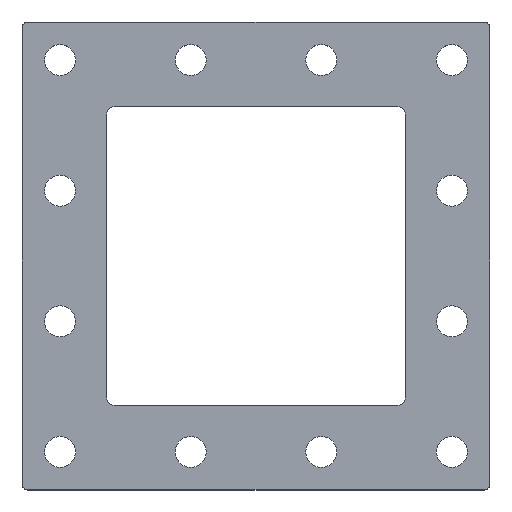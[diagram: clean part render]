
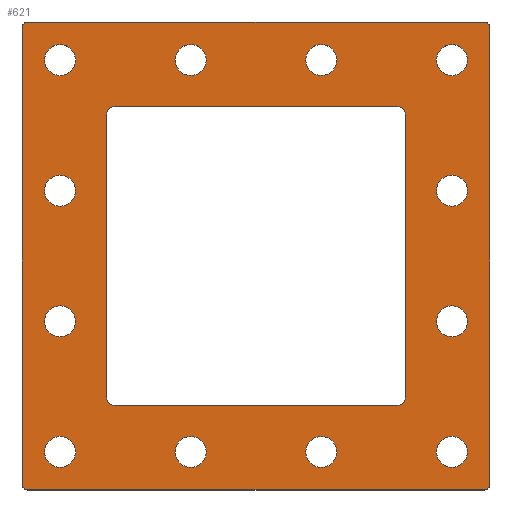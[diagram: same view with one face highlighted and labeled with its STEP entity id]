
A CAD part, top view. The second image highlights one B-rep face of the part: STEP entity #621.
In plain terms, the highlighted planar face has unit normal (0, 0, 1).
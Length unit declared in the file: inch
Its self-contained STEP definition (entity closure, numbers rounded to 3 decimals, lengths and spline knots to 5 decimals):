
#15=FACE_BOUND('',#110,.T.);
#16=FACE_BOUND('',#111,.T.);
#17=FACE_BOUND('',#112,.T.);
#18=FACE_BOUND('',#113,.T.);
#19=FACE_BOUND('',#114,.T.);
#20=FACE_BOUND('',#115,.T.);
#21=FACE_BOUND('',#116,.T.);
#22=FACE_BOUND('',#117,.T.);
#23=FACE_BOUND('',#118,.T.);
#24=FACE_BOUND('',#119,.T.);
#25=FACE_BOUND('',#120,.T.);
#26=FACE_BOUND('',#121,.T.);
#27=FACE_BOUND('',#122,.T.);
#49=PLANE('',#713);
#79=FACE_OUTER_BOUND('',#109,.T.);
#109=EDGE_LOOP('',(#517,#518,#519,#520,#521,#522,#523,#524));
#110=EDGE_LOOP('',(#525,#526,#527,#528,#529,#530,#531,#532));
#111=EDGE_LOOP('',(#533));
#112=EDGE_LOOP('',(#534));
#113=EDGE_LOOP('',(#535));
#114=EDGE_LOOP('',(#536));
#115=EDGE_LOOP('',(#537));
#116=EDGE_LOOP('',(#538));
#117=EDGE_LOOP('',(#539));
#118=EDGE_LOOP('',(#540));
#119=EDGE_LOOP('',(#541));
#120=EDGE_LOOP('',(#542));
#121=EDGE_LOOP('',(#543));
#122=EDGE_LOOP('',(#544));
#151=LINE('',#981,#195);
#155=LINE('',#993,#199);
#159=LINE('',#1005,#203);
#163=LINE('',#1017,#207);
#168=LINE('',#1035,#212);
#172=LINE('',#1047,#216);
#176=LINE('',#1059,#220);
#180=LINE('',#1069,#224);
#195=VECTOR('',#805,0.3937);
#199=VECTOR('',#817,0.3937);
#203=VECTOR('',#829,0.3937);
#207=VECTOR('',#841,0.3937);
#212=VECTOR('',#860,0.3937);
#216=VECTOR('',#872,0.3937);
#220=VECTOR('',#884,0.3937);
#224=VECTOR('',#896,0.3937);
#225=CIRCLE('',#646,0.166);
#227=CIRCLE('',#649,0.166);
#229=CIRCLE('',#652,0.166);
#231=CIRCLE('',#655,0.166);
#233=CIRCLE('',#658,0.166);
#235=CIRCLE('',#661,0.166);
#237=CIRCLE('',#664,0.166);
#239=CIRCLE('',#667,0.166);
#241=CIRCLE('',#670,0.166);
#243=CIRCLE('',#673,0.166);
#245=CIRCLE('',#676,0.166);
#247=CIRCLE('',#679,0.166);
#250=CIRCLE('',#684,0.07825);
#252=CIRCLE('',#688,0.07825);
#254=CIRCLE('',#692,0.07825);
#256=CIRCLE('',#696,0.07825);
#258=CIRCLE('',#699,0.0625);
#260=CIRCLE('',#703,0.0625);
#262=CIRCLE('',#707,0.0625);
#264=CIRCLE('',#711,0.0625);
#265=VERTEX_POINT('',#903);
#267=VERTEX_POINT('',#909);
#269=VERTEX_POINT('',#915);
#271=VERTEX_POINT('',#921);
#273=VERTEX_POINT('',#927);
#275=VERTEX_POINT('',#933);
#277=VERTEX_POINT('',#939);
#279=VERTEX_POINT('',#945);
#281=VERTEX_POINT('',#951);
#283=VERTEX_POINT('',#957);
#285=VERTEX_POINT('',#963);
#287=VERTEX_POINT('',#969);
#291=VERTEX_POINT('',#978);
#292=VERTEX_POINT('',#980);
#294=VERTEX_POINT('',#986);
#296=VERTEX_POINT('',#992);
#298=VERTEX_POINT('',#998);
#300=VERTEX_POINT('',#1004);
#302=VERTEX_POINT('',#1010);
#304=VERTEX_POINT('',#1016);
#307=VERTEX_POINT('',#1026);
#308=VERTEX_POINT('',#1028);
#310=VERTEX_POINT('',#1034);
#312=VERTEX_POINT('',#1040);
#314=VERTEX_POINT('',#1046);
#316=VERTEX_POINT('',#1052);
#318=VERTEX_POINT('',#1058);
#320=VERTEX_POINT('',#1064);
#321=EDGE_CURVE('',#265,#265,#225,.T.);
#324=EDGE_CURVE('',#267,#267,#227,.T.);
#327=EDGE_CURVE('',#269,#269,#229,.T.);
#330=EDGE_CURVE('',#271,#271,#231,.T.);
#333=EDGE_CURVE('',#273,#273,#233,.T.);
#336=EDGE_CURVE('',#275,#275,#235,.T.);
#339=EDGE_CURVE('',#277,#277,#237,.T.);
#342=EDGE_CURVE('',#279,#279,#239,.T.);
#345=EDGE_CURVE('',#281,#281,#241,.T.);
#348=EDGE_CURVE('',#283,#283,#243,.T.);
#351=EDGE_CURVE('',#285,#285,#245,.T.);
#354=EDGE_CURVE('',#287,#287,#247,.T.);
#359=EDGE_CURVE('',#292,#291,#151,.T.);
#362=EDGE_CURVE('',#294,#292,#250,.T.);
#365=EDGE_CURVE('',#296,#294,#155,.T.);
#368=EDGE_CURVE('',#298,#296,#252,.T.);
#371=EDGE_CURVE('',#300,#298,#159,.T.);
#374=EDGE_CURVE('',#302,#300,#254,.T.);
#377=EDGE_CURVE('',#304,#302,#163,.T.);
#380=EDGE_CURVE('',#291,#304,#256,.T.);
#383=EDGE_CURVE('',#308,#307,#258,.T.);
#386=EDGE_CURVE('',#310,#308,#168,.T.);
#389=EDGE_CURVE('',#312,#310,#260,.T.);
#392=EDGE_CURVE('',#314,#312,#172,.T.);
#395=EDGE_CURVE('',#316,#314,#262,.T.);
#398=EDGE_CURVE('',#318,#316,#176,.T.);
#401=EDGE_CURVE('',#320,#318,#264,.T.);
#404=EDGE_CURVE('',#307,#320,#180,.T.);
#517=ORIENTED_EDGE('',*,*,#404,.T.);
#518=ORIENTED_EDGE('',*,*,#401,.T.);
#519=ORIENTED_EDGE('',*,*,#398,.T.);
#520=ORIENTED_EDGE('',*,*,#395,.T.);
#521=ORIENTED_EDGE('',*,*,#392,.T.);
#522=ORIENTED_EDGE('',*,*,#389,.T.);
#523=ORIENTED_EDGE('',*,*,#386,.T.);
#524=ORIENTED_EDGE('',*,*,#383,.T.);
#525=ORIENTED_EDGE('',*,*,#380,.T.);
#526=ORIENTED_EDGE('',*,*,#377,.T.);
#527=ORIENTED_EDGE('',*,*,#374,.T.);
#528=ORIENTED_EDGE('',*,*,#371,.T.);
#529=ORIENTED_EDGE('',*,*,#368,.T.);
#530=ORIENTED_EDGE('',*,*,#365,.T.);
#531=ORIENTED_EDGE('',*,*,#362,.T.);
#532=ORIENTED_EDGE('',*,*,#359,.T.);
#533=ORIENTED_EDGE('',*,*,#354,.T.);
#534=ORIENTED_EDGE('',*,*,#351,.T.);
#535=ORIENTED_EDGE('',*,*,#348,.T.);
#536=ORIENTED_EDGE('',*,*,#345,.T.);
#537=ORIENTED_EDGE('',*,*,#342,.T.);
#538=ORIENTED_EDGE('',*,*,#339,.T.);
#539=ORIENTED_EDGE('',*,*,#336,.T.);
#540=ORIENTED_EDGE('',*,*,#333,.T.);
#541=ORIENTED_EDGE('',*,*,#330,.T.);
#542=ORIENTED_EDGE('',*,*,#327,.T.);
#543=ORIENTED_EDGE('',*,*,#324,.T.);
#544=ORIENTED_EDGE('',*,*,#321,.T.);
#621=ADVANCED_FACE('',(#79,#15,#16,#17,#18,#19,#20,#21,#22,#23,#24,#25,
#26,#27),#49,.T.);
#646=AXIS2_PLACEMENT_3D('',#904,#719,#720);
#649=AXIS2_PLACEMENT_3D('',#910,#726,#727);
#652=AXIS2_PLACEMENT_3D('',#916,#733,#734);
#655=AXIS2_PLACEMENT_3D('',#922,#740,#741);
#658=AXIS2_PLACEMENT_3D('',#928,#747,#748);
#661=AXIS2_PLACEMENT_3D('',#934,#754,#755);
#664=AXIS2_PLACEMENT_3D('',#940,#761,#762);
#667=AXIS2_PLACEMENT_3D('',#946,#768,#769);
#670=AXIS2_PLACEMENT_3D('',#952,#775,#776);
#673=AXIS2_PLACEMENT_3D('',#958,#782,#783);
#676=AXIS2_PLACEMENT_3D('',#964,#789,#790);
#679=AXIS2_PLACEMENT_3D('',#970,#796,#797);
#684=AXIS2_PLACEMENT_3D('',#987,#811,#812);
#688=AXIS2_PLACEMENT_3D('',#999,#823,#824);
#692=AXIS2_PLACEMENT_3D('',#1011,#835,#836);
#696=AXIS2_PLACEMENT_3D('',#1021,#847,#848);
#699=AXIS2_PLACEMENT_3D('',#1029,#854,#855);
#703=AXIS2_PLACEMENT_3D('',#1041,#866,#867);
#707=AXIS2_PLACEMENT_3D('',#1053,#878,#879);
#711=AXIS2_PLACEMENT_3D('',#1065,#890,#891);
#713=AXIS2_PLACEMENT_3D('',#1070,#897,#898);
#719=DIRECTION('center_axis',(0.,0.,-1.));
#720=DIRECTION('ref_axis',(-1.,0.,0.));
#726=DIRECTION('center_axis',(0.,0.,-1.));
#727=DIRECTION('ref_axis',(-1.,0.,0.));
#733=DIRECTION('center_axis',(0.,0.,-1.));
#734=DIRECTION('ref_axis',(-1.,0.,0.));
#740=DIRECTION('center_axis',(0.,0.,-1.));
#741=DIRECTION('ref_axis',(-1.,0.,0.));
#747=DIRECTION('center_axis',(0.,0.,-1.));
#748=DIRECTION('ref_axis',(-1.,0.,0.));
#754=DIRECTION('center_axis',(0.,0.,-1.));
#755=DIRECTION('ref_axis',(-1.,0.,0.));
#761=DIRECTION('center_axis',(0.,0.,-1.));
#762=DIRECTION('ref_axis',(-1.,0.,0.));
#768=DIRECTION('center_axis',(0.,0.,-1.));
#769=DIRECTION('ref_axis',(-1.,0.,0.));
#775=DIRECTION('center_axis',(0.,0.,-1.));
#776=DIRECTION('ref_axis',(-1.,0.,0.));
#782=DIRECTION('center_axis',(0.,0.,-1.));
#783=DIRECTION('ref_axis',(-1.,0.,0.));
#789=DIRECTION('center_axis',(0.,0.,-1.));
#790=DIRECTION('ref_axis',(-1.,0.,0.));
#796=DIRECTION('center_axis',(0.,0.,-1.));
#797=DIRECTION('ref_axis',(-1.,0.,0.));
#805=DIRECTION('',(0.,-1.,0.));
#811=DIRECTION('center_axis',(0.,0.,-1.));
#812=DIRECTION('ref_axis',(-1.,0.,0.));
#817=DIRECTION('',(1.,0.,0.));
#823=DIRECTION('center_axis',(0.,0.,-1.));
#824=DIRECTION('ref_axis',(0.,-1.,0.));
#829=DIRECTION('',(0.,1.,0.));
#835=DIRECTION('center_axis',(0.,0.,-1.));
#836=DIRECTION('ref_axis',(1.,0.,0.));
#841=DIRECTION('',(-1.,0.,0.));
#847=DIRECTION('center_axis',(0.,0.,-1.));
#848=DIRECTION('ref_axis',(0.,1.,0.));
#854=DIRECTION('center_axis',(0.,0.,1.));
#855=DIRECTION('ref_axis',(0.,-1.,0.));
#860=DIRECTION('',(1.,0.,0.));
#866=DIRECTION('center_axis',(0.,0.,1.));
#867=DIRECTION('ref_axis',(-1.,0.,0.));
#872=DIRECTION('',(0.,-1.,0.));
#878=DIRECTION('center_axis',(0.,0.,1.));
#879=DIRECTION('ref_axis',(0.,1.,0.));
#884=DIRECTION('',(-1.,0.,0.));
#890=DIRECTION('center_axis',(0.,0.,1.));
#891=DIRECTION('ref_axis',(1.,0.,0.));
#896=DIRECTION('',(0.,1.,0.));
#897=DIRECTION('center_axis',(0.,0.,1.));
#898=DIRECTION('ref_axis',(1.,0.,0.));
#903=CARTESIAN_POINT('',(2.25975,2.09375,0.032));
#904=CARTESIAN_POINT('Origin',(2.09375,2.09375,0.032));
#909=CARTESIAN_POINT('',(-1.92775,0.69775,0.032));
#910=CARTESIAN_POINT('Origin',(-2.09375,0.69775,0.032));
#915=CARTESIAN_POINT('',(-1.92775,2.09375,0.032));
#916=CARTESIAN_POINT('Origin',(-2.09375,2.09375,0.032));
#921=CARTESIAN_POINT('',(2.25975,-2.09375,0.032));
#922=CARTESIAN_POINT('Origin',(2.09375,-2.09375,0.032));
#927=CARTESIAN_POINT('',(0.86375,2.09375,0.032));
#928=CARTESIAN_POINT('Origin',(0.69775,2.09375,0.032));
#933=CARTESIAN_POINT('',(-1.92775,-0.69825,0.032));
#934=CARTESIAN_POINT('Origin',(-2.09375,-0.69825,0.032));
#939=CARTESIAN_POINT('',(0.86375,-2.09375,0.032));
#940=CARTESIAN_POINT('Origin',(0.69775,-2.09375,0.032));
#945=CARTESIAN_POINT('',(2.25975,0.69775,0.032));
#946=CARTESIAN_POINT('Origin',(2.09375,0.69775,0.032));
#951=CARTESIAN_POINT('',(2.25975,-0.69825,0.032));
#952=CARTESIAN_POINT('Origin',(2.09375,-0.69825,0.032));
#957=CARTESIAN_POINT('',(-0.53175,-2.09375,0.032));
#958=CARTESIAN_POINT('Origin',(-0.69775,-2.09375,0.032));
#963=CARTESIAN_POINT('',(-0.53175,2.09375,0.032));
#964=CARTESIAN_POINT('Origin',(-0.69775,2.09375,0.032));
#969=CARTESIAN_POINT('',(-1.92775,-2.09375,0.032));
#970=CARTESIAN_POINT('Origin',(-2.09375,-2.09375,0.032));
#978=CARTESIAN_POINT('',(1.594,-1.51563,0.032));
#980=CARTESIAN_POINT('',(1.594,1.51563,0.032));
#981=CARTESIAN_POINT('',(1.594,1.51563,0.032));
#986=CARTESIAN_POINT('',(1.51575,1.59388,0.032));
#987=CARTESIAN_POINT('Origin',(1.51575,1.51563,0.032));
#992=CARTESIAN_POINT('',(-1.51575,1.59388,0.032));
#993=CARTESIAN_POINT('',(-1.51575,1.59388,0.032));
#998=CARTESIAN_POINT('',(-1.594,1.51563,0.032));
#999=CARTESIAN_POINT('Origin',(-1.51575,1.51563,0.032));
#1004=CARTESIAN_POINT('',(-1.594,-1.51563,0.032));
#1005=CARTESIAN_POINT('',(-1.594,-1.51563,0.032));
#1010=CARTESIAN_POINT('',(-1.51575,-1.59388,0.032));
#1011=CARTESIAN_POINT('Origin',(-1.51575,-1.51563,0.032));
#1016=CARTESIAN_POINT('',(1.51575,-1.59388,0.032));
#1017=CARTESIAN_POINT('',(1.51575,-1.59388,0.032));
#1021=CARTESIAN_POINT('Origin',(1.51575,-1.51563,0.032));
#1026=CARTESIAN_POINT('',(2.5,-2.4375,0.032));
#1028=CARTESIAN_POINT('',(2.4375,-2.5,0.032));
#1029=CARTESIAN_POINT('Origin',(2.4375,-2.4375,0.032));
#1034=CARTESIAN_POINT('',(-2.4375,-2.5,0.032));
#1035=CARTESIAN_POINT('',(-2.4375,-2.5,0.032));
#1040=CARTESIAN_POINT('',(-2.5,-2.4375,0.032));
#1041=CARTESIAN_POINT('Origin',(-2.4375,-2.4375,0.032));
#1046=CARTESIAN_POINT('',(-2.5,2.4375,0.032));
#1047=CARTESIAN_POINT('',(-2.5,2.4375,0.032));
#1052=CARTESIAN_POINT('',(-2.4375,2.5,0.032));
#1053=CARTESIAN_POINT('Origin',(-2.4375,2.4375,0.032));
#1058=CARTESIAN_POINT('',(2.4375,2.5,0.032));
#1059=CARTESIAN_POINT('',(2.4375,2.5,0.032));
#1064=CARTESIAN_POINT('',(2.5,2.4375,0.032));
#1065=CARTESIAN_POINT('Origin',(2.4375,2.4375,0.032));
#1069=CARTESIAN_POINT('',(2.5,-2.4375,0.032));
#1070=CARTESIAN_POINT('Origin',(0.,0.,
0.032));
